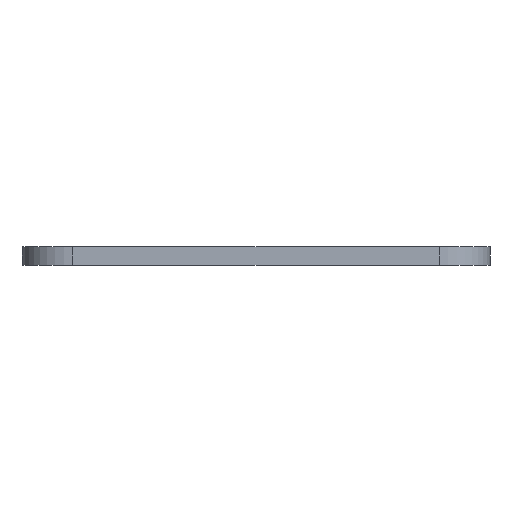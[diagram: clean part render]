
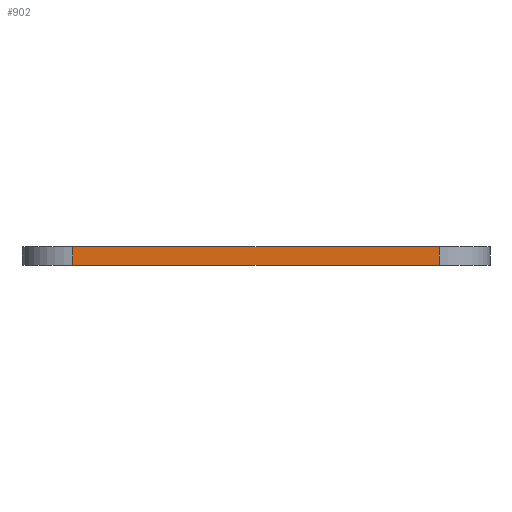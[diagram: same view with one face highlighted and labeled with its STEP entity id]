
A CAD part, front view. The second image highlights one B-rep face of the part: STEP entity #902.
In plain terms, the highlighted planar face has unit normal (0, -1, 0).
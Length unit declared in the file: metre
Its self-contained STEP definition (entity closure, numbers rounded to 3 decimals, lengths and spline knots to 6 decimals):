
#27=PLANE('',#995);
#100=LINE('',#1498,#180);
#101=LINE('',#1502,#181);
#102=LINE('',#1504,#182);
#103=LINE('',#1506,#183);
#180=VECTOR('',#1221,1.);
#181=VECTOR('',#1226,1.);
#182=VECTOR('',#1227,1.);
#183=VECTOR('',#1228,1.);
#322=ORIENTED_EDGE('',*,*,#551,.T.);
#323=ORIENTED_EDGE('',*,*,#552,.F.);
#324=ORIENTED_EDGE('',*,*,#553,.F.);
#325=ORIENTED_EDGE('',*,*,#549,.T.);
#549=EDGE_CURVE('',#651,#650,#100,.T.);
#551=EDGE_CURVE('',#650,#652,#101,.T.);
#552=EDGE_CURVE('',#653,#652,#102,.T.);
#553=EDGE_CURVE('',#651,#653,#103,.T.);
#650=VERTEX_POINT('',#1497);
#651=VERTEX_POINT('',#1499);
#652=VERTEX_POINT('',#1503);
#653=VERTEX_POINT('',#1505);
#746=EDGE_LOOP('',(#322,#323,#324,#325));
#812=FACE_BOUND('',#746,.T.);
#902=ADVANCED_FACE('',(#812),#27,.F.);
#995=AXIS2_PLACEMENT_3D('',#1501,#1224,#1225);
#1221=DIRECTION('',(0.,0.,-1.));
#1224=DIRECTION('',(0.,1.,0.));
#1225=DIRECTION('',(0.,0.,1.));
#1226=DIRECTION('',(1.,0.,0.));
#1227=DIRECTION('',(0.,0.,-1.));
#1228=DIRECTION('',(1.,0.,0.));
#1497=CARTESIAN_POINT('',(-0.0145,-0.0585,0.012));
#1498=CARTESIAN_POINT('',(-0.0145,-0.0585,0.0135));
#1499=CARTESIAN_POINT('',(-0.0145,-0.0585,0.0135));
#1501=CARTESIAN_POINT('',(0.,-0.0585,0.0135));
#1502=CARTESIAN_POINT('',(0.,-0.0585,0.012));
#1503=CARTESIAN_POINT('',(0.0145,-0.0585,0.012));
#1504=CARTESIAN_POINT('',(0.0145,-0.0585,0.0135));
#1505=CARTESIAN_POINT('',(0.0145,-0.0585,0.0135));
#1506=CARTESIAN_POINT('',(0.,-0.0585,0.0135));
